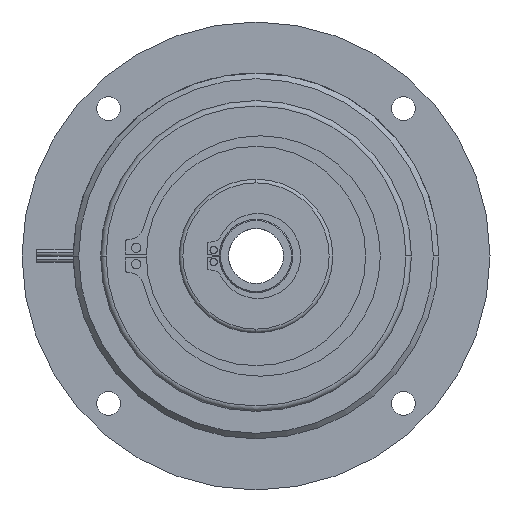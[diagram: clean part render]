
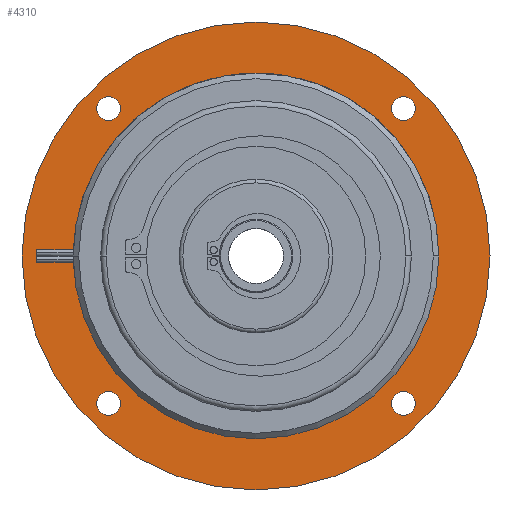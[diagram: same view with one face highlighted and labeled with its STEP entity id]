
A CAD part, left-side view. The second image highlights one B-rep face of the part: STEP entity #4310.
In plain terms, the highlighted planar face has unit normal (-1, 0, 0).
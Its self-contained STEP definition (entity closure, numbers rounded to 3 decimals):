
#1 = CIRCLE ( 'NONE', #6295, 3.25 ) ;
#4 = CARTESIAN_POINT ( 'NONE',  ( 69.5, -43.555, 40.305 ) ) ;
#5 = CARTESIAN_POINT ( 'NONE',  ( 69.5, -37.055, 40.305 ) ) ;
#56 = CARTESIAN_POINT ( 'NONE',  ( 69.5, 40.305, 43.555 ) ) ;
#57 = CARTESIAN_POINT ( 'NONE',  ( 69.5, 40.305, 37.055 ) ) ;
#70 = CIRCLE ( 'NONE', #75, 3.25 ) ;
#71 = DIRECTION ( 'NONE',  ( 0., 0., -1. ) ) ;
#75 = AXIS2_PLACEMENT_3D ( 'NONE', #83, #76, #71 ) ;
#76 = DIRECTION ( 'NONE',  ( -1., 0., 0. ) ) ;
#83 = CARTESIAN_POINT ( 'NONE',  ( 69.5, 40.305, 40.305 ) ) ;
#85 = CARTESIAN_POINT ( 'NONE',  ( 69.5, 64., 0. ) ) ;
#88 = CARTESIAN_POINT ( 'NONE',  ( 69.5, -64., 0. ) ) ;
#99 = DIRECTION ( 'NONE',  ( 0., 1., 0. ) ) ;
#100 = CARTESIAN_POINT ( 'NONE',  ( 69.5, 0., 0. ) ) ;
#109 = AXIS2_PLACEMENT_3D ( 'NONE', #100, #111, #99 ) ;
#110 = CIRCLE ( 'NONE', #109, 64. ) ;
#111 = DIRECTION ( 'NONE',  ( 1., 0., 0. ) ) ;
#364 = EDGE_CURVE ( 'NONE', #3992, #3991, #5042, .T. ) ;
#388 = VERTEX_POINT ( 'NONE', #5036 ) ;
#405 = EDGE_CURVE ( 'NONE', #3954, #3964, #5117, .T. ) ;
#544 = EDGE_CURVE ( 'NONE', #557, #388, #1005, .T. ) ;
#557 = VERTEX_POINT ( 'NONE', #5111 ) ;
#1001 = DIRECTION ( 'NONE',  ( 0., 1., 0. ) ) ;
#1002 = DIRECTION ( 'NONE',  ( 1., 0., 0. ) ) ;
#1003 = CARTESIAN_POINT ( 'NONE',  ( 69.5, 0., 0. ) ) ;
#1004 = AXIS2_PLACEMENT_3D ( 'NONE', #1003, #1002, #1001 ) ;
#1005 = CIRCLE ( 'NONE', #1004, 50. ) ;
#1850 = DIRECTION ( 'NONE',  ( 0., 0., 1. ) ) ;
#1851 = DIRECTION ( 'NONE',  ( -1., 0., 0. ) ) ;
#1852 = CARTESIAN_POINT ( 'NONE',  ( 69.5, -40.305, -40.305 ) ) ;
#1853 = AXIS2_PLACEMENT_3D ( 'NONE', #1852, #1851, #1850 ) ;
#1854 = CIRCLE ( 'NONE', #1853, 3.25 ) ;
#1902 = DIRECTION ( 'NONE',  ( 0., -1., 0. ) ) ;
#1903 = DIRECTION ( 'NONE',  ( -1., 0., 0. ) ) ;
#1904 = CARTESIAN_POINT ( 'NONE',  ( 69.5, 40.305, -40.305 ) ) ;
#1905 = AXIS2_PLACEMENT_3D ( 'NONE', #1904, #1903, #1902 ) ;
#1906 = CIRCLE ( 'NONE', #1905, 3.25 ) ;
#1968 = DIRECTION ( 'NONE',  ( 0., -1., 0. ) ) ;
#1969 = DIRECTION ( 'NONE',  ( -1., 0., 0. ) ) ;
#1971 = CARTESIAN_POINT ( 'NONE',  ( 69.5, 64., 0. ) ) ;
#1972 = AXIS2_PLACEMENT_3D ( 'NONE', #1971, #1969, #1968 ) ;
#1973 = FACE_OUTER_BOUND ( 'NONE', #4332, .T. ) ;
#1974 = FACE_BOUND ( 'NONE', #4330, .T. ) ;
#1975 = FACE_BOUND ( 'NONE', #4326, .T. ) ;
#1976 = FACE_BOUND ( 'NONE', #4323, .T. ) ;
#1977 = FACE_BOUND ( 'NONE', #4316, .T. ) ;
#1978 = FACE_BOUND ( 'NONE', #4317, .T. ) ;
#1982 = PLANE ( 'NONE',  #1972 ) ;
#2022 = DIRECTION ( 'NONE',  ( 0., 1., 0. ) ) ;
#2023 = DIRECTION ( 'NONE',  ( 1., 0., 0. ) ) ;
#2024 = CARTESIAN_POINT ( 'NONE',  ( 69.5, 0., 0. ) ) ;
#2025 = AXIS2_PLACEMENT_3D ( 'NONE', #2024, #2023, #2022 ) ;
#2026 = CIRCLE ( 'NONE', #2025, 50. ) ;
#2029 = DIRECTION ( 'NONE',  ( 0., 1., 0. ) ) ;
#2030 = DIRECTION ( 'NONE',  ( 1., 0., 0. ) ) ;
#2031 = CARTESIAN_POINT ( 'NONE',  ( 69.5, 0., 0. ) ) ;
#2032 = AXIS2_PLACEMENT_3D ( 'NONE', #2031, #2030, #2029 ) ;
#2033 = CIRCLE ( 'NONE', #2032, 64. ) ;
#3886 = VERTEX_POINT ( 'NONE', #6175 ) ;
#3887 = EDGE_CURVE ( 'NONE', #3899, #3886, #6184, .T. ) ;
#3899 = VERTEX_POINT ( 'NONE', #6208 ) ;
#3919 = VERTEX_POINT ( 'NONE', #6244 ) ;
#3941 = EDGE_CURVE ( 'NONE', #3919, #3942, #6285, .T. ) ;
#3942 = VERTEX_POINT ( 'NONE', #6269 ) ;
#3954 = VERTEX_POINT ( 'NONE', #4 ) ;
#3964 = VERTEX_POINT ( 'NONE', #5 ) ;
#3965 = EDGE_CURVE ( 'NONE', #3964, #3954, #1, .T. ) ;
#3991 = VERTEX_POINT ( 'NONE', #57 ) ;
#3992 = VERTEX_POINT ( 'NONE', #56 ) ;
#3994 = EDGE_CURVE ( 'NONE', #3991, #3992, #70, .T. ) ;
#4004 = VERTEX_POINT ( 'NONE', #85 ) ;
#4008 = VERTEX_POINT ( 'NONE', #88 ) ;
#4010 = EDGE_CURVE ( 'NONE', #4004, #4008, #110, .T. ) ;
#4226 = EDGE_CURVE ( 'NONE', #3942, #3919, #1854, .T. ) ;
#4228 = EDGE_CURVE ( 'NONE', #3886, #3899, #1906, .T. ) ;
#4242 = ORIENTED_EDGE ( 'NONE', *, *, #4228, .F. ) ;
#4309 = ORIENTED_EDGE ( 'NONE', *, *, #3965, .F. ) ;
#4310 = ADVANCED_FACE ( 'NONE', ( #1978, #1977, #1976, #1975, #1974, #1973 ), #1982, .T. ) ;
#4312 = EDGE_CURVE ( 'NONE', #4008, #4004, #2033, .T. ) ;
#4314 = ORIENTED_EDGE ( 'NONE', *, *, #3994, .F. ) ;
#4315 = ORIENTED_EDGE ( 'NONE', *, *, #364, .F. ) ;
#4316 = EDGE_LOOP ( 'NONE', ( #4327, #4309 ) ) ;
#4317 = EDGE_LOOP ( 'NONE', ( #4315, #4314 ) ) ;
#4319 = EDGE_CURVE ( 'NONE', #388, #557, #2026, .T. ) ;
#4320 = ORIENTED_EDGE ( 'NONE', *, *, #4312, .F. ) ;
#4322 = ORIENTED_EDGE ( 'NONE', *, *, #4226, .F. ) ;
#4323 = EDGE_LOOP ( 'NONE', ( #4322, #4325 ) ) ;
#4325 = ORIENTED_EDGE ( 'NONE', *, *, #3941, .F. ) ;
#4326 = EDGE_LOOP ( 'NONE', ( #4242, #4336 ) ) ;
#4327 = ORIENTED_EDGE ( 'NONE', *, *, #405, .F. ) ;
#4328 = ORIENTED_EDGE ( 'NONE', *, *, #4010, .F. ) ;
#4330 = EDGE_LOOP ( 'NONE', ( #4335, #4333 ) ) ;
#4332 = EDGE_LOOP ( 'NONE', ( #4328, #4320 ) ) ;
#4333 = ORIENTED_EDGE ( 'NONE', *, *, #4319, .T. ) ;
#4335 = ORIENTED_EDGE ( 'NONE', *, *, #544, .T. ) ;
#4336 = ORIENTED_EDGE ( 'NONE', *, *, #3887, .F. ) ;
#5036 = CARTESIAN_POINT ( 'NONE',  ( 69.5, -50., 0. ) ) ;
#5042 = CIRCLE ( 'NONE', #5063, 3.25 ) ;
#5061 = DIRECTION ( 'NONE',  ( -1., 0., 0. ) ) ;
#5062 = CARTESIAN_POINT ( 'NONE',  ( 69.5, 40.305, 40.305 ) ) ;
#5063 = AXIS2_PLACEMENT_3D ( 'NONE', #5062, #5061, #5072 ) ;
#5072 = DIRECTION ( 'NONE',  ( 0., 0., -1. ) ) ;
#5085 = DIRECTION ( 'NONE',  ( 0., 1., 0. ) ) ;
#5086 = AXIS2_PLACEMENT_3D ( 'NONE', #5141, #5124, #5085 ) ;
#5111 = CARTESIAN_POINT ( 'NONE',  ( 69.5, 50., 0. ) ) ;
#5117 = CIRCLE ( 'NONE', #5086, 3.25 ) ;
#5124 = DIRECTION ( 'NONE',  ( -1., 0., 0. ) ) ;
#5141 = CARTESIAN_POINT ( 'NONE',  ( 69.5, -40.305, 40.305 ) ) ;
#6162 = DIRECTION ( 'NONE',  ( 0., -1., 0. ) ) ;
#6163 = DIRECTION ( 'NONE',  ( -1., 0., 0. ) ) ;
#6175 = CARTESIAN_POINT ( 'NONE',  ( 69.5, 37.055, -40.305 ) ) ;
#6182 = CARTESIAN_POINT ( 'NONE',  ( 69.5, 40.305, -40.305 ) ) ;
#6183 = AXIS2_PLACEMENT_3D ( 'NONE', #6182, #6163, #6162 ) ;
#6184 = CIRCLE ( 'NONE', #6183, 3.25 ) ;
#6208 = CARTESIAN_POINT ( 'NONE',  ( 69.5, 43.555, -40.305 ) ) ;
#6244 = CARTESIAN_POINT ( 'NONE',  ( 69.5, -40.305, -43.555 ) ) ;
#6269 = CARTESIAN_POINT ( 'NONE',  ( 69.5, -40.305, -37.055 ) ) ;
#6273 = DIRECTION ( 'NONE',  ( 0., 0., 1. ) ) ;
#6274 = DIRECTION ( 'NONE',  ( -1., 0., 0. ) ) ;
#6275 = CARTESIAN_POINT ( 'NONE',  ( 69.5, -40.305, -40.305 ) ) ;
#6285 = CIRCLE ( 'NONE', #6287, 3.25 ) ;
#6287 = AXIS2_PLACEMENT_3D ( 'NONE', #6275, #6274, #6273 ) ;
#6294 = DIRECTION ( 'NONE',  ( 0., 1., 0. ) ) ;
#6295 = AXIS2_PLACEMENT_3D ( 'NONE', #6297, #6296, #6294 ) ;
#6296 = DIRECTION ( 'NONE',  ( -1., 0., 0. ) ) ;
#6297 = CARTESIAN_POINT ( 'NONE',  ( 69.5, -40.305, 40.305 ) ) ;
